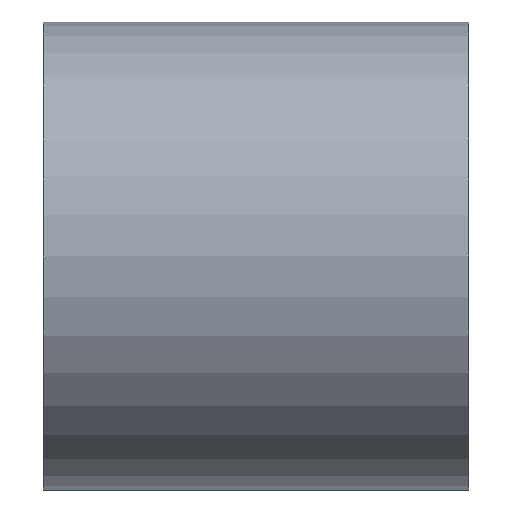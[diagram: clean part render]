
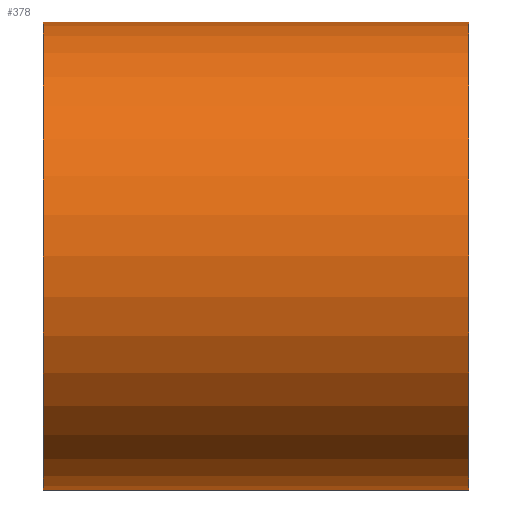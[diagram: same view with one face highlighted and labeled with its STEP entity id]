
A CAD part, left-side view. The second image highlights one B-rep face of the part: STEP entity #378.
In plain terms, the highlighted cylindrical face has radius 11 mm (diameter 22 mm), a partial arc.
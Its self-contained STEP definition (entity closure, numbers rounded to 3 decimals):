
#282 = EDGE_CURVE ( 'NONE', #385, #347, #1125, .T. ) ;
#324 = VERTEX_POINT ( 'NONE', #1768 ) ;
#333 = EDGE_CURVE ( 'NONE', #324, #347, #1872, .T. ) ;
#339 = VERTEX_POINT ( 'NONE', #1747 ) ;
#341 = ORIENTED_EDGE ( 'NONE', *, *, #333, .T. ) ;
#342 = ORIENTED_EDGE ( 'NONE', *, *, #351, .T. ) ;
#347 = VERTEX_POINT ( 'NONE', #1809 ) ;
#351 = EDGE_CURVE ( 'NONE', #339, #324, #1889, .T. ) ;
#360 = EDGE_CURVE ( 'NONE', #385, #339, #1887, .T. ) ;
#366 = ORIENTED_EDGE ( 'NONE', *, *, #360, .T. ) ;
#367 = EDGE_LOOP ( 'NONE', ( #393, #366, #342, #341 ) ) ;
#378 = ADVANCED_FACE ( 'NONE', ( #1752 ), #1749, .T. ) ;
#385 = VERTEX_POINT ( 'NONE', #1898 ) ;
#393 = ORIENTED_EDGE ( 'NONE', *, *, #282, .F. ) ;
#1121 = DIRECTION ( 'NONE',  ( 0., 1., 0. ) ) ;
#1123 = VECTOR ( 'NONE', #1121, 1000. ) ;
#1124 = CARTESIAN_POINT ( 'NONE',  ( 0., 13.586, -11. ) ) ;
#1125 = LINE ( 'NONE', #1124, #1123 ) ;
#1741 = CARTESIAN_POINT ( 'NONE',  ( 0., -10., 0. ) ) ;
#1747 = CARTESIAN_POINT ( 'NONE',  ( 0., -10., 11. ) ) ;
#1749 = CYLINDRICAL_SURFACE ( 'NONE', #1751, 11. ) ;
#1750 = CARTESIAN_POINT ( 'NONE',  ( 0., 13.586, 0. ) ) ;
#1751 = AXIS2_PLACEMENT_3D ( 'NONE', #1750, #1902, #1901 ) ;
#1752 = FACE_OUTER_BOUND ( 'NONE', #367, .T. ) ;
#1768 = CARTESIAN_POINT ( 'NONE',  ( 0., 10., 11. ) ) ;
#1809 = CARTESIAN_POINT ( 'NONE',  ( 0., 10., -11. ) ) ;
#1837 = DIRECTION ( 'NONE',  ( 0., 0., -1. ) ) ;
#1838 = DIRECTION ( 'NONE',  ( 0., -1., 0. ) ) ;
#1843 = DIRECTION ( 'NONE',  ( 0., 1., 0. ) ) ;
#1844 = VECTOR ( 'NONE', #1843, 1000. ) ;
#1871 = AXIS2_PLACEMENT_3D ( 'NONE', #1878, #1838, #1837 ) ;
#1872 = CIRCLE ( 'NONE', #1871, 11. ) ;
#1878 = CARTESIAN_POINT ( 'NONE',  ( 0., 10., 0. ) ) ;
#1884 = DIRECTION ( 'NONE',  ( 0., 0., 1. ) ) ;
#1885 = DIRECTION ( 'NONE',  ( 0., 1., 0. ) ) ;
#1886 = AXIS2_PLACEMENT_3D ( 'NONE', #1741, #1885, #1884 ) ;
#1887 = CIRCLE ( 'NONE', #1886, 11. ) ;
#1889 = LINE ( 'NONE', #1895, #1844 ) ;
#1895 = CARTESIAN_POINT ( 'NONE',  ( 0., 13.586, 11. ) ) ;
#1898 = CARTESIAN_POINT ( 'NONE',  ( 0., -10., -11. ) ) ;
#1901 = DIRECTION ( 'NONE',  ( 0., 0., 1. ) ) ;
#1902 = DIRECTION ( 'NONE',  ( 0., 1., 0. ) ) ;
